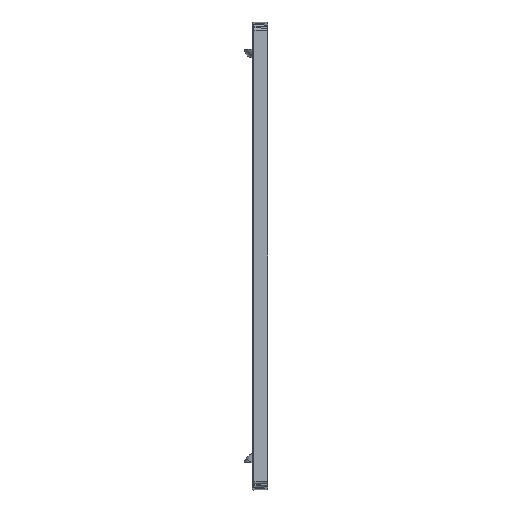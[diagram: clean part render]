
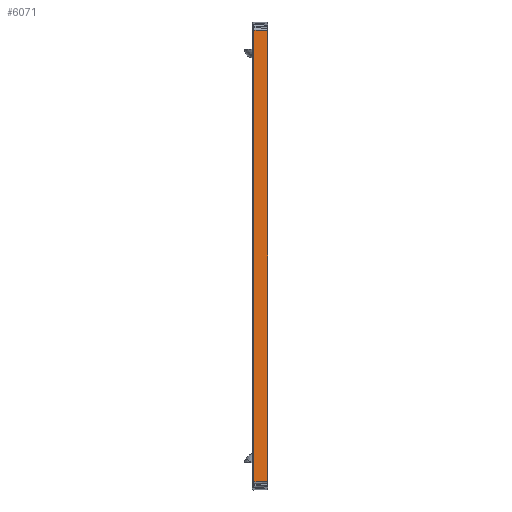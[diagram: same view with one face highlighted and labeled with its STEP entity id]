
A CAD part, front view. The second image highlights one B-rep face of the part: STEP entity #6071.
In plain terms, the highlighted planar face has unit normal (0.035, -0.999, 0).
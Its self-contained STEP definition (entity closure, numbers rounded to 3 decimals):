
#1794=DIRECTION('',(-0.999,-0.035,0.035));
#1795=VECTOR('',#1794,17.952);
#1796=CARTESIAN_POINT('',(20.,-231.802,214.903));
#1797=LINE('',#1796,#1795);
#1798=DIRECTION('',(0.,0.,1.));
#1799=VECTOR('',#1798,579.807);
#1800=CARTESIAN_POINT('',(20.,-231.802,
-364.903));
#1801=LINE('',#1800,#1799);
#1802=DIRECTION('',(0.999,0.035,0.035));
#1803=VECTOR('',#1802,17.952);
#1804=CARTESIAN_POINT('',(2.07,-232.428,
-365.53));
#1805=LINE('',#1804,#1803);
#1806=DIRECTION('',(0.,0.,1.));
#1807=VECTOR('',#1806,581.059);
#1808=CARTESIAN_POINT('',(2.07,-232.428,
-365.53));
#1809=LINE('',#1808,#1807);
#1846=CARTESIAN_POINT('',(2.07,-232.428,215.53));
#1913=CARTESIAN_POINT('',(20.,-231.802,214.903));
#3235=VERTEX_POINT('',#1913);
#3236=CARTESIAN_POINT('',(20.,-231.802,
-364.903));
#3237=VERTEX_POINT('',#3236);
#3306=VERTEX_POINT('',#1846);
#3307=CARTESIAN_POINT('',(2.07,-232.428,
-365.53));
#3308=VERTEX_POINT('',#3307);
#6058=CARTESIAN_POINT('',(0.,-232.5,0.));
#6059=DIRECTION('',(0.035,-0.999,0.));
#6060=DIRECTION('',(0.,0.,1.));
#6061=AXIS2_PLACEMENT_3D('',#6058,#6059,#6060);
#6062=PLANE('',#6061);
#6064=ORIENTED_EDGE('',*,*,#6063,.T.);
#6066=ORIENTED_EDGE('',*,*,#6065,.F.);
#6067=ORIENTED_EDGE('',*,*,#4410,.F.);
#6068=ORIENTED_EDGE('',*,*,#6049,.F.);
#6069=EDGE_LOOP('',(#6064,#6066,#6067,#6068));
#6070=FACE_OUTER_BOUND('',#6069,.F.);
#6071=ADVANCED_FACE('',(#6070),#6062,.T.);
#4410=EDGE_CURVE('',#3237,#3235,#1801,.T.);
#6049=EDGE_CURVE('',#3308,#3237,#1805,.T.);
#6063=EDGE_CURVE('',#3308,#3306,#1809,.T.);
#6065=EDGE_CURVE('',#3235,#3306,#1797,.T.);
